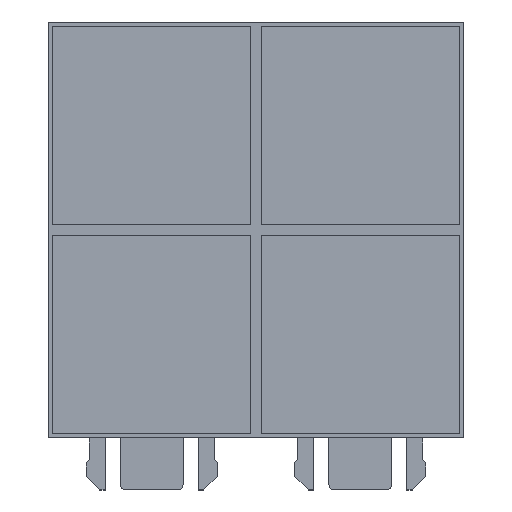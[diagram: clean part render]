
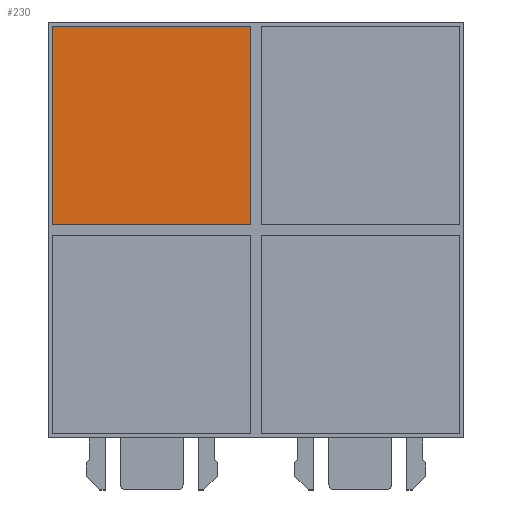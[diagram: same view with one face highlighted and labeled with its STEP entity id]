
A CAD part, top view. The second image highlights one B-rep face of the part: STEP entity #230.
In plain terms, the highlighted planar face has unit normal (0, 0, 1).
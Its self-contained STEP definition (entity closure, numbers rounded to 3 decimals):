
#230 = ADVANCED_FACE ( 'NONE', ( #2202 ), #1827, .F. ) ;
#326 = CARTESIAN_POINT ( 'NONE',  ( -9.5, 20.45, -3. ) ) ;
#328 = DIRECTION ( 'NONE',  ( 0., -1., 0. ) ) ;
#332 = CARTESIAN_POINT ( 'NONE',  ( -9.5, 39.45, -3. ) ) ;
#333 = DIRECTION ( 'NONE',  ( -1., 0., 0. ) ) ;
#336 = CARTESIAN_POINT ( 'NONE',  ( 9.5, 39.45, -3. ) ) ;
#337 = DIRECTION ( 'NONE',  ( 0., 1., 0. ) ) ;
#342 = CARTESIAN_POINT ( 'NONE',  ( -9.5, 20.45, -3. ) ) ;
#343 = DIRECTION ( 'NONE',  ( 1., 0., 0. ) ) ;
#652 = EDGE_CURVE ( 'NONE', #4523, #4473, #2458, .T. ) ;
#655 = EDGE_CURVE ( 'NONE', #4519, #4523, #2464, .T. ) ;
#657 = EDGE_CURVE ( 'NONE', #4471, #4519, #2468, .T. ) ;
#660 = EDGE_CURVE ( 'NONE', #4473, #4471, #2473, .T. ) ;
#1225 = AXIS2_PLACEMENT_3D ( 'NONE', #1723, #1830, #1831 ) ;
#1723 = CARTESIAN_POINT ( 'NONE',  ( 73.213, 44.065, -3. ) ) ;
#1827 = PLANE ( 'NONE',  #1225 ) ;
#1830 = DIRECTION ( 'NONE',  ( 0., 0., -1. ) ) ;
#1831 = DIRECTION ( 'NONE',  ( 0., 1., 0. ) ) ;
#2202 = FACE_OUTER_BOUND ( 'NONE', #4656, .T. ) ;
#2458 = LINE ( 'NONE', #326, #2461 ) ;
#2461 = VECTOR ( 'NONE', #328, 1000. ) ;
#2464 = LINE ( 'NONE', #332, #2467 ) ;
#2467 = VECTOR ( 'NONE', #333, 1000. ) ;
#2468 = LINE ( 'NONE', #336, #2471 ) ;
#2471 = VECTOR ( 'NONE', #337, 1000. ) ;
#2473 = LINE ( 'NONE', #342, #2476 ) ;
#2476 = VECTOR ( 'NONE', #343, 1000. ) ;
#3251 = CARTESIAN_POINT ( 'NONE',  ( 9.5, 20.45, -3. ) ) ;
#3253 = CARTESIAN_POINT ( 'NONE',  ( -9.5, 20.45, -3. ) ) ;
#3299 = CARTESIAN_POINT ( 'NONE',  ( 9.5, 39.45, -3. ) ) ;
#3303 = CARTESIAN_POINT ( 'NONE',  ( -9.5, 39.45, -3. ) ) ;
#3553 = ORIENTED_EDGE ( 'NONE', *, *, #655, .T. ) ;
#3554 = ORIENTED_EDGE ( 'NONE', *, *, #657, .T. ) ;
#3555 = ORIENTED_EDGE ( 'NONE', *, *, #660, .T. ) ;
#3556 = ORIENTED_EDGE ( 'NONE', *, *, #652, .T. ) ;
#4471 = VERTEX_POINT ( 'NONE', #3251 ) ;
#4473 = VERTEX_POINT ( 'NONE', #3253 ) ;
#4519 = VERTEX_POINT ( 'NONE', #3299 ) ;
#4523 = VERTEX_POINT ( 'NONE', #3303 ) ;
#4656 = EDGE_LOOP ( 'NONE', ( #3556, #3555, #3554, #3553 ) ) ;
